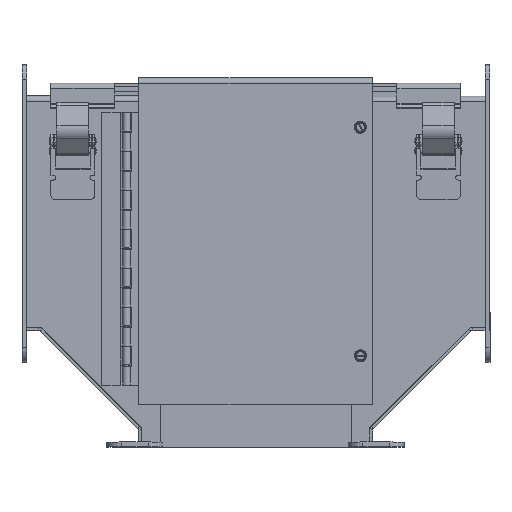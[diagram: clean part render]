
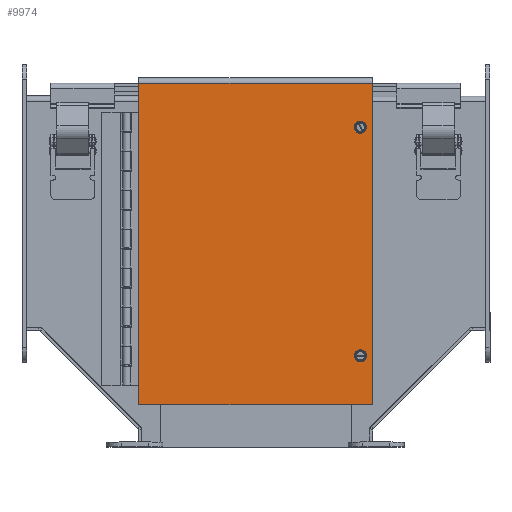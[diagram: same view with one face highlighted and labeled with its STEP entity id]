
A CAD part, top view. The second image highlights one B-rep face of the part: STEP entity #9974.
In plain terms, the highlighted planar face has unit normal (0, 0, 1).
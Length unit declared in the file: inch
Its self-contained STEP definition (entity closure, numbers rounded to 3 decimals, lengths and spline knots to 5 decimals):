
#315=FACE_BOUND('',#1873,.T.);
#316=FACE_BOUND('',#1874,.T.);
#725=PLANE('',#10809);
#1202=FACE_OUTER_BOUND('',#1872,.T.);
#1872=EDGE_LOOP('',(#8356,#8357,#8358,#8359));
#1873=EDGE_LOOP('',(#8360));
#1874=EDGE_LOOP('',(#8361));
#2357=CIRCLE('',#10791,0.125);
#2359=CIRCLE('',#10794,0.125);
#3149=LINE('',#15992,#4069);
#3164=LINE('',#16028,#4084);
#3167=LINE('',#16034,#4087);
#3168=LINE('',#16035,#4088);
#4069=VECTOR('',#13054,6.);
#4084=VECTOR('',#13093,8.2385);
#4087=VECTOR('',#13098,8.2385);
#4088=VECTOR('',#13099,6.);
#4923=VERTEX_POINT('',#15978);
#4925=VERTEX_POINT('',#15983);
#4928=VERTEX_POINT('',#15989);
#4929=VERTEX_POINT('',#15991);
#4938=VERTEX_POINT('',#16027);
#4940=VERTEX_POINT('',#16033);
#6109=EDGE_CURVE('',#4923,#4923,#2357,.T.);
#6111=EDGE_CURVE('',#4925,#4925,#2359,.T.);
#6114=EDGE_CURVE('',#4929,#4928,#3149,.T.);
#6132=EDGE_CURVE('',#4929,#4938,#3164,.T.);
#6135=EDGE_CURVE('',#4940,#4928,#3167,.T.);
#6136=EDGE_CURVE('',#4938,#4940,#3168,.T.);
#8356=ORIENTED_EDGE('',*,*,#6114,.T.);
#8357=ORIENTED_EDGE('',*,*,#6135,.F.);
#8358=ORIENTED_EDGE('',*,*,#6136,.F.);
#8359=ORIENTED_EDGE('',*,*,#6132,.F.);
#8360=ORIENTED_EDGE('',*,*,#6109,.T.);
#8361=ORIENTED_EDGE('',*,*,#6111,.T.);
#9974=ADVANCED_FACE('',(#1202,#315,#316),#725,.T.);
#10791=AXIS2_PLACEMENT_3D('',#15979,#13041,#13042);
#10794=AXIS2_PLACEMENT_3D('',#15984,#13047,#13048);
#10809=AXIS2_PLACEMENT_3D('',#16032,#13096,#13097);
#13041=DIRECTION('center_axis',(0.,0.,-1.));
#13042=DIRECTION('ref_axis',(-1.,0.,0.));
#13047=DIRECTION('center_axis',(0.,0.,-1.));
#13048=DIRECTION('ref_axis',(-1.,0.,0.));
#13054=DIRECTION('',(-1.,0.,0.));
#13093=DIRECTION('',(0.,-1.,0.));
#13096=DIRECTION('center_axis',(0.,0.,1.));
#13097=DIRECTION('ref_axis',(1.,0.,0.));
#13098=DIRECTION('',(0.,1.,0.));
#13099=DIRECTION('',(-1.,0.,0.));
#15978=CARTESIAN_POINT('',(2.8125,2.92603,0.074));
#15979=CARTESIAN_POINT('Origin',(2.6875,2.92603,0.074));
#15983=CARTESIAN_POINT('',(2.8125,-2.9375,0.074));
#15984=CARTESIAN_POINT('Origin',(2.6875,-2.9375,0.074));
#15989=CARTESIAN_POINT('',(-3.,4.051,0.074));
#15991=CARTESIAN_POINT('',(3.,4.051,0.074));
#15992=CARTESIAN_POINT('',(1.5,4.051,0.074));
#16027=CARTESIAN_POINT('',(3.,-4.1875,0.074));
#16028=CARTESIAN_POINT('',(3.,4.1875,0.074));
#16032=CARTESIAN_POINT('Origin',(0.,0.,
0.074));
#16033=CARTESIAN_POINT('',(-3.,-4.1875,0.074));
#16034=CARTESIAN_POINT('',(-3.,-4.1875,0.074));
#16035=CARTESIAN_POINT('',(3.,-4.1875,0.074));
